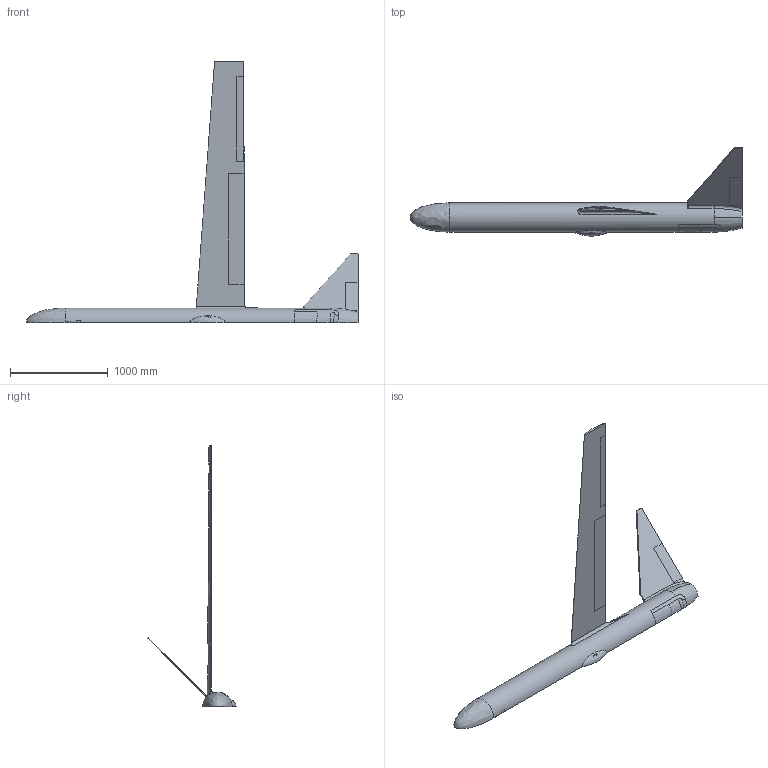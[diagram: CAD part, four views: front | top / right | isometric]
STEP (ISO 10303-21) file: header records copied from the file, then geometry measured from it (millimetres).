
FILE_DESCRIPTION(('FreeCAD Model'),'2;1');
FILE_NAME('uav.stp', '2017-12-07T10:16:07',('FreeCAD'),('FreeCAD'), 'Open CASCADE STEP processor 7.1','FreeCAD','Unknown');
FILE_SCHEMA(('AUTOMOTIVE_DESIGN { 1 0 10303 214 1 1 1 1 }'));
Length unit declared in the file: millimetre
Products named in the file (1): Open CASCADE STEP translator 7.1 1
Bounding box: 3400 x 904.06 x 2678.05 mm (x, y, z)
Surface area: 5205236.6 mm2 (no closed solid volume)
Topology: 0 solids, 1 shells, 62 faces, 180 edges, 115 vertices
Faces by surface type: bspline 33, cylinder 9, plane 6, sphere 6, torus 4, revolution 4
Entity records: 17411 total; most frequent: CARTESIAN_POINT 14562, ORIENTED_EDGE 345, PCURVE 345, DEFINITIONAL_REPRESENTATION 345, DIRECTION 338, B_SPLINE_CURVE_WITH_KNOTS 270, EDGE_CURVE 174, SURFACE_CURVE 174
